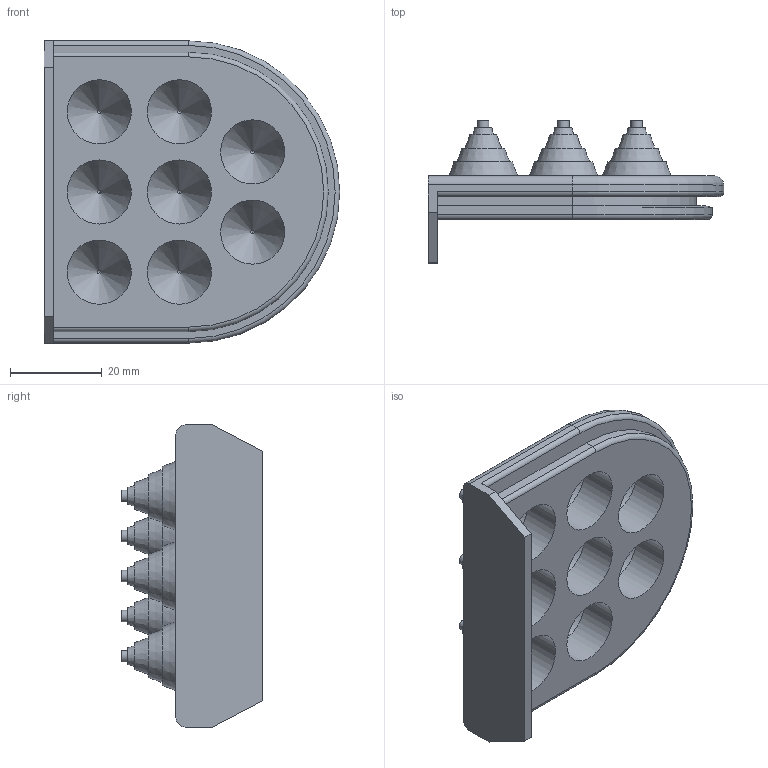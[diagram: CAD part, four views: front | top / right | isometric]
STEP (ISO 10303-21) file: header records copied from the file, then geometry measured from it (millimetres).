
FILE_DESCRIPTION(/* description */ ('STEP AP214'),/* implementation_level */ '2;1');
FILE_NAME(/* name */ '4316.000 (1)',/* time_stamp */ '2023-10-20T17:34:56+02:00',/* author */ ('License CC BY-ND 4.0'),/* organization */ ('CADENAS'),/* preprocessor_version */ 'ST-DEVELOPER v19.3',/* originating_system */ 'PARTsolutions',/* authorisation */ ' ');
FILE_SCHEMA (('AUTOMOTIVE_DESIGN {1 0 10303 214 3 1 1}'));
Length unit declared in the file: millimetre
Products named in the file (1): 4316.000 (1)
Bounding box: 64.5 x 31 x 66 mm (x, y, z)
Volume: 25316.7 mm3; surface area: 17745.6 mm2
Topology: 1 solids, 1 shells, 134 faces, 262 edges, 170 vertices
Faces by surface type: plane 57, cone 41, cylinder 25, sphere 8, torus 3
Full cylindrical faces by diameter (mm): 2.5 x8, 14 x8
Entity records: 3028 total; most frequent: DIRECTION 580, CARTESIAN_POINT 471, ORIENTED_EDGE 364, AXIS2_PLACEMENT_3D 263, EDGE_LOOP 238, FACE_BOUND 238, EDGE_CURVE 182, VERTEX_POINT 154
